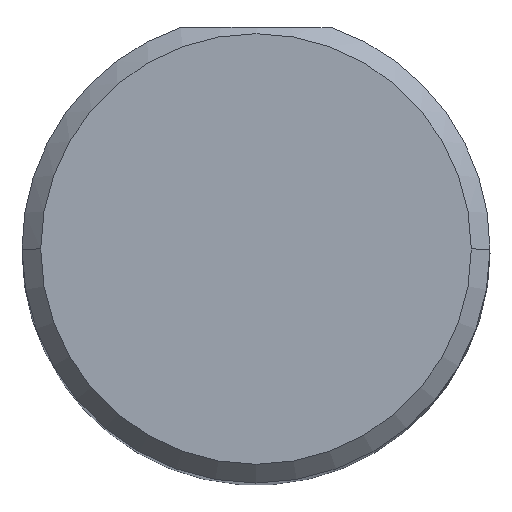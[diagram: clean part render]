
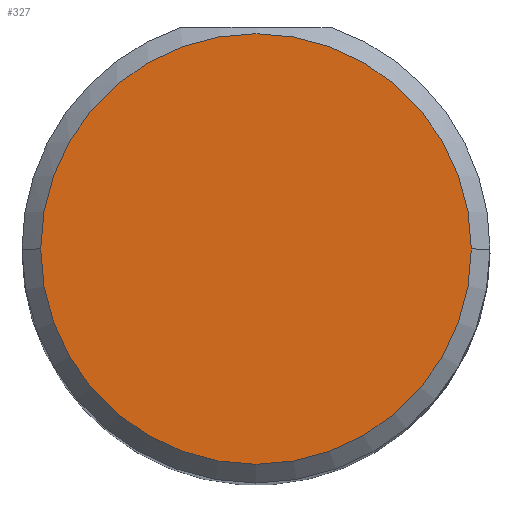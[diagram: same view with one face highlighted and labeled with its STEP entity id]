
A CAD part, top view. The second image highlights one B-rep face of the part: STEP entity #327.
In plain terms, the highlighted planar face has unit normal (0, 0, 1).
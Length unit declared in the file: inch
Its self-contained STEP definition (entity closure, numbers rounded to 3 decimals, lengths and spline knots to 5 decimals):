
#36 = EDGE_LOOP ( 'NONE', ( #491, #397 ) ) ;
#41 = DIRECTION ( 'NONE',  ( 0., 0., 1. ) ) ;
#46 = PLANE ( 'NONE',  #386 ) ;
#50 = CARTESIAN_POINT ( 'NONE',  ( 0.1725, 0., 2.5 ) ) ;
#106 = CIRCLE ( 'NONE', #450, 0.1725 ) ;
#142 = EDGE_CURVE ( 'NONE', #518, #256, #106, .T. ) ;
#180 = AXIS2_PLACEMENT_3D ( 'NONE', #330, #457, #464 ) ;
#215 = DIRECTION ( 'NONE',  ( 1., 0., 0. ) ) ;
#256 = VERTEX_POINT ( 'NONE', #50 ) ;
#257 = EDGE_CURVE ( 'NONE', #256, #518, #502, .T. ) ;
#286 = DIRECTION ( 'NONE',  ( 1., 0., 0. ) ) ;
#327 = ADVANCED_FACE ( 'NONE', ( #413 ), #46, .T. ) ;
#330 = CARTESIAN_POINT ( 'NONE',  ( 0., 0., 2.5 ) ) ;
#351 = CARTESIAN_POINT ( 'NONE',  ( 0., 0., 2.5 ) ) ;
#386 = AXIS2_PLACEMENT_3D ( 'NONE', #495, #415, #215 ) ;
#397 = ORIENTED_EDGE ( 'NONE', *, *, #257, .T. ) ;
#413 = FACE_OUTER_BOUND ( 'NONE', #36, .T. ) ;
#415 = DIRECTION ( 'NONE',  ( 0., 0., 1. ) ) ;
#433 = CARTESIAN_POINT ( 'NONE',  ( -0.1725, 0., 2.5 ) ) ;
#450 = AXIS2_PLACEMENT_3D ( 'NONE', #351, #41, #286 ) ;
#457 = DIRECTION ( 'NONE',  ( 0., 0., 1. ) ) ;
#464 = DIRECTION ( 'NONE',  ( 1., 0., 0. ) ) ;
#491 = ORIENTED_EDGE ( 'NONE', *, *, #142, .T. ) ;
#495 = CARTESIAN_POINT ( 'NONE',  ( 0., 0., 2.5 ) ) ;
#502 = CIRCLE ( 'NONE', #180, 0.1725 ) ;
#518 = VERTEX_POINT ( 'NONE', #433 ) ;
